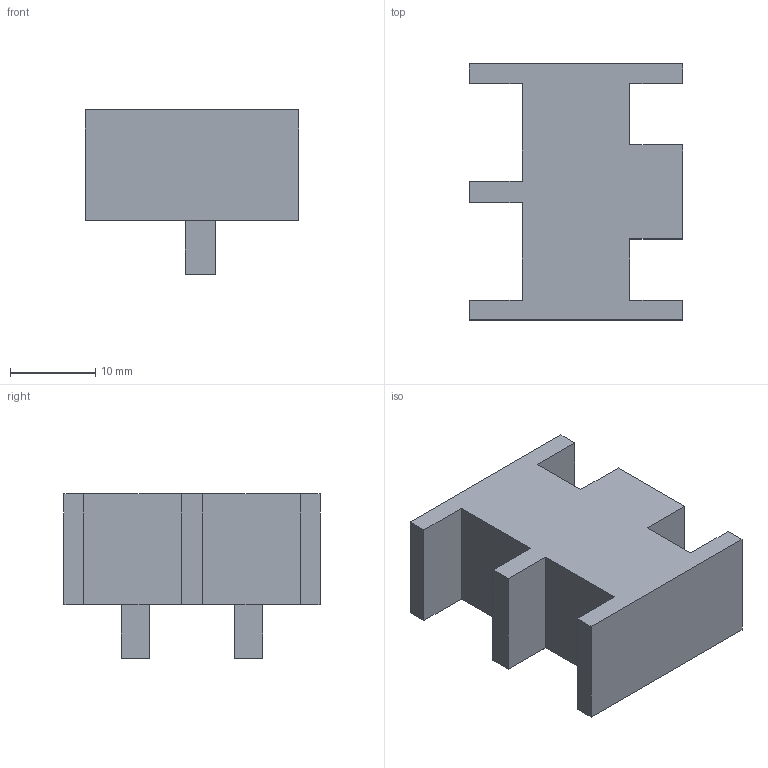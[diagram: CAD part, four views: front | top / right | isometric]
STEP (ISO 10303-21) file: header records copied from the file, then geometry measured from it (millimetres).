
FILE_DESCRIPTION((''),'2;1');
FILE_NAME('ZISUOMOKUAI','2025-04-10T',('sipei.wu'),(''),'PRO/ENGINEER BY PARAMETRIC TECHNOLOGY CORPORATION, 2015440','PRO/ENGINEER BY PARAMETRIC TECHNOLOGY CORPORATION, 2015440','');
FILE_SCHEMA(('CONFIG_CONTROL_DESIGN'));
Length unit declared in the file: millimetre
Products named in the file (1): ZISUOMOKUAI
Bounding box: 25 x 30 x 19.25 mm (x, y, z)
Volume: 6880.3 mm3; surface area: 3279.1 mm2
Topology: 1 solids, 1 shells, 36 faces, 96 edges, 64 vertices
Faces by surface type: plane 36
Entity records: 1138 total; most frequent: CARTESIAN_POINT 196, ORIENTED_EDGE 192, DIRECTION 168, VECTOR 96, LINE 96, EDGE_CURVE 96, VERTEX_POINT 64, EDGE_LOOP 38
